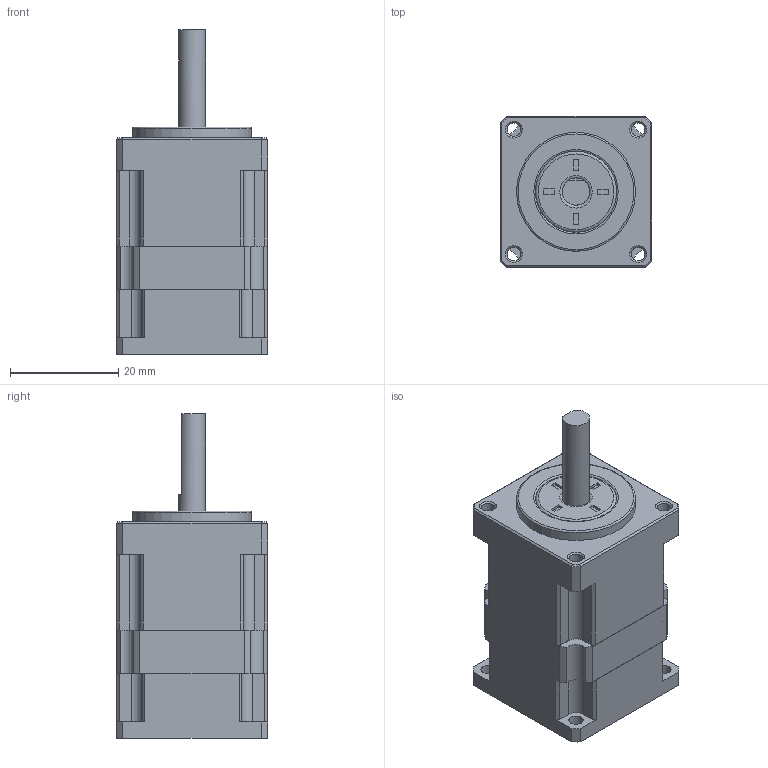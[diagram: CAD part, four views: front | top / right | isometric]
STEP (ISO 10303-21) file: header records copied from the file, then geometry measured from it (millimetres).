
FILE_DESCRIPTION( ( '' ), '1' );
FILE_NAME( 'PH28-XXX-ST.stp', '2020-09-08T02:17:33', ( 'Dimamotor' ), ( 'Dimamotor' ), 'PSStep 17.0.49', ' ', ' ' );
FILE_SCHEMA( ( 'AUTOMOTIVE_DESIGN { 1 0 10303 214 1 1 1 1 }' ) );
Length unit declared in the file: millimetre
Products named in the file (10): Assem1; ZG28本體; ZG28太陽; ZG28托架; ZG28«á»; ZG28馬達板; ZG28軸承1; ZG28軸承3; ZG28軸承4; ZG28油封
Assembly tree (9 placements, depth 2):
  Assem1
    ZG28本體
    ZG28太陽
    ZG28托架
    ZG28«á»
    ZG28馬達板
    ZG28軸承1
    ZG28軸承3
    ZG28軸承4
    ZG28油封
Bounding box: 28 x 28 x 60 mm (x, y, z)
Volume: 23092.2 mm3; surface area: 19086.3 mm2
Topology: 9 solids, 9 shells, 268 faces, 592 edges, 384 vertices
Faces by surface type: plane 135, cylinder 99, torus 21, cone 13
Full cylindrical faces by diameter (mm): 2 x8, 2.2 x8, 2.5 x4, 2.65 x4, 3 x1, 4 x9, 5 x4, 7 x1, 8 x2, 9.6 x1, 10 x4, 11 x2, 12 x1, 13 x2, 13.5 x1, 15 x2, 16 x1, 17 x3, 19 x3, 20 x1, 22 x3, 23.35 x1, 24 x1, 26 x4
Entity records: 9360 total; most frequent: CARTESIAN_POINT 1271, DIRECTION 1270, ORIENTED_EDGE 960, AXIS2_PLACEMENT_3D 515, EDGE_CURVE 480, EDGE_LOOP 462, VERTEX_POINT 374, FACE_OUTER_BOUND 360
